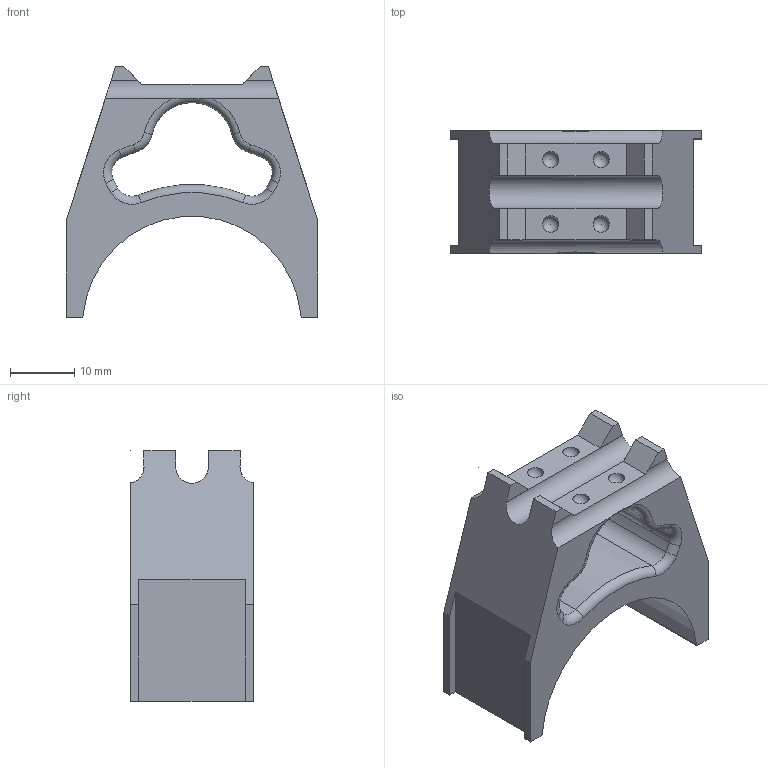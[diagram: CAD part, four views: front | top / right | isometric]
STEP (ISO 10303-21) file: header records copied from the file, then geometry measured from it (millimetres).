
FILE_DESCRIPTION(/* description */ (''),/* implementation_level */ '2;1');
FILE_NAME(/* name */ 'Statue.step',/* time_stamp */ '2020-08-02T13:48:28-04:00',/* author */ (''),/* organization */ (''),/* preprocessor_version */ 'ST-DEVELOPER v18.1',/* originating_system */ 'Autodesk Translation Framework v9.3.0.1241',/* authorisation */ '');
FILE_SCHEMA (('AUTOMOTIVE_DESIGN { 1 0 10303 214 3 1 1 }'));
Length unit declared in the file: inch
Products named in the file (1): Statue
Bounding box: 39.09 x 19.05 x 39 mm (x, y, z)
Volume: 11182.4 mm3; surface area: 5602.4 mm2
Topology: 2 solids, 2 shells, 89 faces, 237 edges, 150 vertices
Faces by surface type: plane 40, torus 24, cylinder 21, sphere 4
Entity records: 2821 total; most frequent: DIRECTION 515, CARTESIAN_POINT 497, ORIENTED_EDGE 466, EDGE_CURVE 233, AXIS2_PLACEMENT_3D 194, VERTEX_POINT 150, LINE 127, VECTOR 127
